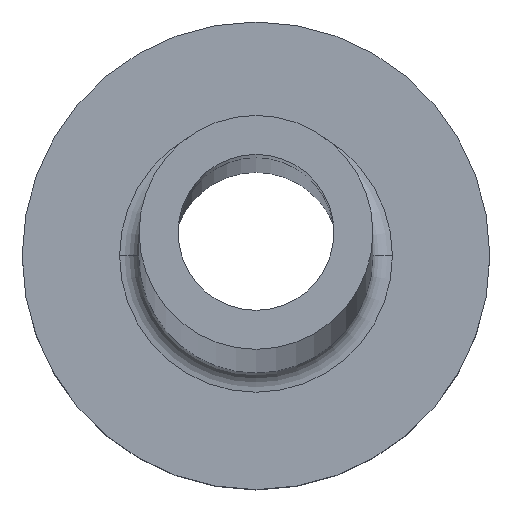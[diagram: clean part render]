
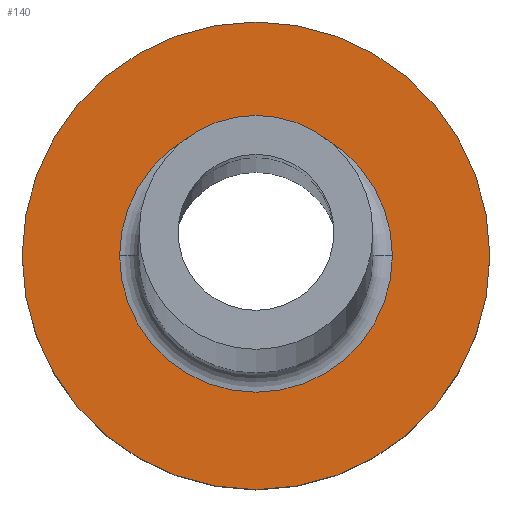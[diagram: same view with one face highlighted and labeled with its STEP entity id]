
A CAD part, top view. The second image highlights one B-rep face of the part: STEP entity #140.
In plain terms, the highlighted planar face has unit normal (0, 0, 1).
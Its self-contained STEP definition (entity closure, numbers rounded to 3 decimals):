
#18 = EDGE_CURVE ( 'NONE', #304, #287, #19, .T. ) ;
#19 = CIRCLE ( 'NONE', #143, 3.5 ) ;
#27 = AXIS2_PLACEMENT_3D ( 'NONE', #263, #306, #272 ) ;
#69 = AXIS2_PLACEMENT_3D ( 'NONE', #249, #394, #327 ) ;
#71 = CARTESIAN_POINT ( 'NONE',  ( 0., 0., 5. ) ) ;
#76 = FACE_OUTER_BOUND ( 'NONE', #228, .T. ) ;
#81 = DIRECTION ( 'NONE',  ( 0., 0., 1. ) ) ;
#93 = EDGE_CURVE ( 'NONE', #396, #216, #315, .T. ) ;
#110 = ORIENTED_EDGE ( 'NONE', *, *, #93, .T. ) ;
#116 = AXIS2_PLACEMENT_3D ( 'NONE', #71, #299, #180 ) ;
#121 = EDGE_CURVE ( 'NONE', #216, #396, #166, .T. ) ;
#128 = DIRECTION ( 'NONE',  ( 0., 0., -1. ) ) ;
#137 = CARTESIAN_POINT ( 'NONE',  ( -3.5, 0., 5. ) ) ;
#140 = ADVANCED_FACE ( 'NONE', ( #359, #76 ), #364, .T. ) ;
#143 = AXIS2_PLACEMENT_3D ( 'NONE', #342, #128, #191 ) ;
#146 = ORIENTED_EDGE ( 'NONE', *, *, #121, .T. ) ;
#151 = CARTESIAN_POINT ( 'NONE',  ( -6., 0., 5. ) ) ;
#166 = CIRCLE ( 'NONE', #210, 6. ) ;
#180 = DIRECTION ( 'NONE',  ( 1., 0., 0. ) ) ;
#191 = DIRECTION ( 'NONE',  ( 1., 0., 0. ) ) ;
#201 = CARTESIAN_POINT ( 'NONE',  ( 3.5, 0., 5. ) ) ;
#210 = AXIS2_PLACEMENT_3D ( 'NONE', #431, #81, #357 ) ;
#216 = VERTEX_POINT ( 'NONE', #400 ) ;
#228 = EDGE_LOOP ( 'NONE', ( #110, #146 ) ) ;
#249 = CARTESIAN_POINT ( 'NONE',  ( 0., 0., 5. ) ) ;
#263 = CARTESIAN_POINT ( 'NONE',  ( 0., 0., 5. ) ) ;
#272 = DIRECTION ( 'NONE',  ( 1., 0., 0. ) ) ;
#287 = VERTEX_POINT ( 'NONE', #137 ) ;
#299 = DIRECTION ( 'NONE',  ( 0., 0., -1. ) ) ;
#304 = VERTEX_POINT ( 'NONE', #201 ) ;
#306 = DIRECTION ( 'NONE',  ( 0., 0., 1. ) ) ;
#315 = CIRCLE ( 'NONE', #27, 6. ) ;
#327 = DIRECTION ( 'NONE',  ( 1., 0., 0. ) ) ;
#328 = EDGE_LOOP ( 'NONE', ( #447, #376 ) ) ;
#342 = CARTESIAN_POINT ( 'NONE',  ( 0., 0., 5. ) ) ;
#357 = DIRECTION ( 'NONE',  ( 1., 0., 0. ) ) ;
#359 = FACE_BOUND ( 'NONE', #328, .T. ) ;
#364 = PLANE ( 'NONE',  #69 ) ;
#376 = ORIENTED_EDGE ( 'NONE', *, *, #383, .T. ) ;
#383 = EDGE_CURVE ( 'NONE', #287, #304, #439, .T. ) ;
#394 = DIRECTION ( 'NONE',  ( 0., 0., 1. ) ) ;
#396 = VERTEX_POINT ( 'NONE', #151 ) ;
#400 = CARTESIAN_POINT ( 'NONE',  ( 6., 0., 5. ) ) ;
#431 = CARTESIAN_POINT ( 'NONE',  ( 0., 0., 5. ) ) ;
#439 = CIRCLE ( 'NONE', #116, 3.5 ) ;
#447 = ORIENTED_EDGE ( 'NONE', *, *, #18, .T. ) ;
